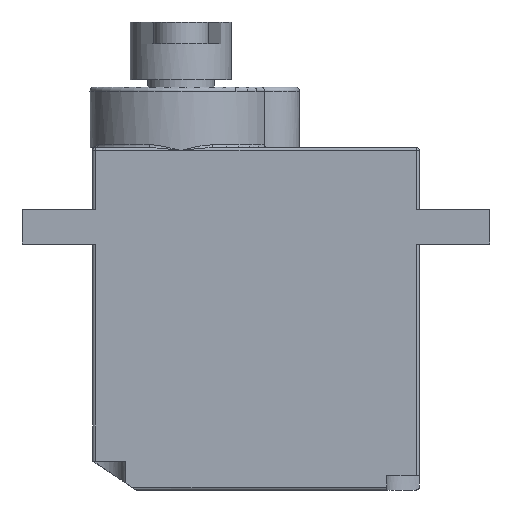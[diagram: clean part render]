
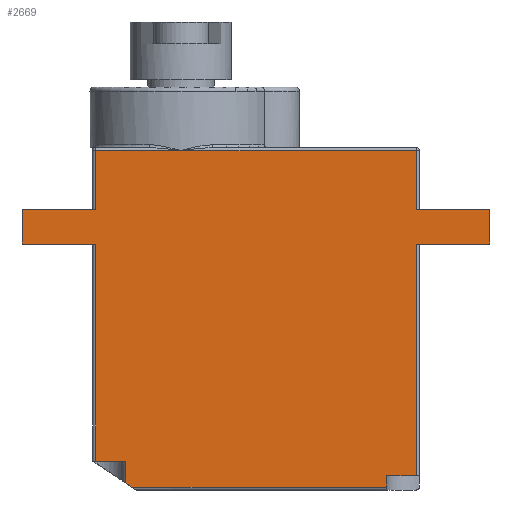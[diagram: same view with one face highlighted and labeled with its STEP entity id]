
A CAD part, front view. The second image highlights one B-rep face of the part: STEP entity #2669.
In plain terms, the highlighted planar face has unit normal (0, -1, 0).
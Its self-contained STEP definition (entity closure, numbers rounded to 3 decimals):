
#101=CIRCLE('',#2848,0.1);
#102=CIRCLE('',#2849,0.1);
#103=CIRCLE('',#2850,0.1);
#104=CIRCLE('',#2851,0.1);
#258=FACE_OUTER_BOUND('',#406,.T.);
#406=EDGE_LOOP('',(#1858,#1859,#1860,#1861,#1862,#1863,#1864,#1865,#1866,
#1867,#1868,#1869,#1870,#1871,#1872,#1873,#1874,#1875,#1876,#1877,#1878,
#1879));
#571=LINE('',#3871,#840);
#572=LINE('',#3875,#841);
#575=LINE('',#3885,#844);
#576=LINE('',#3888,#845);
#582=LINE('',#3945,#851);
#583=LINE('',#3962,#852);
#593=LINE('',#3979,#862);
#594=LINE('',#3982,#863);
#595=LINE('',#3984,#864);
#596=LINE('',#3988,#865);
#597=LINE('',#3992,#866);
#598=LINE('',#3994,#867);
#599=LINE('',#3996,#868);
#600=LINE('',#3998,#869);
#601=LINE('',#4000,#870);
#602=LINE('',#4002,#871);
#603=LINE('',#4006,#872);
#604=LINE('',#4009,#873);
#840=VECTOR('',#3105,10.);
#841=VECTOR('',#3110,10.);
#844=VECTOR('',#3119,10.);
#845=VECTOR('',#3122,10.);
#851=VECTOR('',#3144,10.);
#852=VECTOR('',#3151,10.);
#862=VECTOR('',#3171,10.);
#863=VECTOR('',#3174,10.);
#864=VECTOR('',#3175,10.);
#865=VECTOR('',#3178,10.);
#866=VECTOR('',#3181,10.);
#867=VECTOR('',#3182,10.);
#868=VECTOR('',#3183,10.);
#869=VECTOR('',#3184,10.);
#870=VECTOR('',#3185,10.);
#871=VECTOR('',#3186,10.);
#872=VECTOR('',#3189,10.);
#873=VECTOR('',#3192,10.);
#1106=VERTEX_POINT('',#3867);
#1107=VERTEX_POINT('',#3869);
#1108=VERTEX_POINT('',#3873);
#1112=VERTEX_POINT('',#3883);
#1113=VERTEX_POINT('',#3887);
#1125=VERTEX_POINT('',#3942);
#1126=VERTEX_POINT('',#3944);
#1128=VERTEX_POINT('',#3959);
#1132=VERTEX_POINT('',#3981);
#1133=VERTEX_POINT('',#3983);
#1134=VERTEX_POINT('',#3985);
#1135=VERTEX_POINT('',#3987);
#1136=VERTEX_POINT('',#3989);
#1137=VERTEX_POINT('',#3991);
#1138=VERTEX_POINT('',#3993);
#1139=VERTEX_POINT('',#3995);
#1140=VERTEX_POINT('',#3997);
#1141=VERTEX_POINT('',#3999);
#1142=VERTEX_POINT('',#4001);
#1143=VERTEX_POINT('',#4003);
#1144=VERTEX_POINT('',#4005);
#1145=VERTEX_POINT('',#4007);
#1377=EDGE_CURVE('',#1106,#1107,#571,.T.);
#1379=EDGE_CURVE('',#1107,#1108,#572,.T.);
#1384=EDGE_CURVE('',#1112,#1108,#575,.T.);
#1385=EDGE_CURVE('',#1106,#1113,#576,.T.);
#1399=EDGE_CURVE('',#1126,#1125,#582,.T.);
#1403=EDGE_CURVE('',#1125,#1128,#583,.T.);
#1413=EDGE_CURVE('',#1126,#1112,#593,.T.);
#1414=EDGE_CURVE('',#1132,#1128,#594,.T.);
#1415=EDGE_CURVE('',#1133,#1132,#595,.T.);
#1416=EDGE_CURVE('',#1134,#1133,#101,.T.);
#1417=EDGE_CURVE('',#1134,#1135,#596,.T.);
#1418=EDGE_CURVE('',#1136,#1135,#102,.T.);
#1419=EDGE_CURVE('',#1137,#1136,#597,.T.);
#1420=EDGE_CURVE('',#1138,#1137,#598,.T.);
#1421=EDGE_CURVE('',#1139,#1138,#599,.T.);
#1422=EDGE_CURVE('',#1140,#1139,#600,.T.);
#1423=EDGE_CURVE('',#1141,#1140,#601,.T.);
#1424=EDGE_CURVE('',#1142,#1141,#602,.T.);
#1425=EDGE_CURVE('',#1143,#1142,#103,.T.);
#1426=EDGE_CURVE('',#1144,#1143,#603,.T.);
#1427=EDGE_CURVE('',#1145,#1144,#104,.T.);
#1428=EDGE_CURVE('',#1113,#1145,#604,.T.);
#1858=ORIENTED_EDGE('',*,*,#1379,.T.);
#1859=ORIENTED_EDGE('',*,*,#1384,.F.);
#1860=ORIENTED_EDGE('',*,*,#1413,.F.);
#1861=ORIENTED_EDGE('',*,*,#1399,.T.);
#1862=ORIENTED_EDGE('',*,*,#1403,.T.);
#1863=ORIENTED_EDGE('',*,*,#1414,.F.);
#1864=ORIENTED_EDGE('',*,*,#1415,.F.);
#1865=ORIENTED_EDGE('',*,*,#1416,.F.);
#1866=ORIENTED_EDGE('',*,*,#1417,.T.);
#1867=ORIENTED_EDGE('',*,*,#1418,.F.);
#1868=ORIENTED_EDGE('',*,*,#1419,.F.);
#1869=ORIENTED_EDGE('',*,*,#1420,.F.);
#1870=ORIENTED_EDGE('',*,*,#1421,.F.);
#1871=ORIENTED_EDGE('',*,*,#1422,.F.);
#1872=ORIENTED_EDGE('',*,*,#1423,.F.);
#1873=ORIENTED_EDGE('',*,*,#1424,.F.);
#1874=ORIENTED_EDGE('',*,*,#1425,.F.);
#1875=ORIENTED_EDGE('',*,*,#1426,.F.);
#1876=ORIENTED_EDGE('',*,*,#1427,.F.);
#1877=ORIENTED_EDGE('',*,*,#1428,.F.);
#1878=ORIENTED_EDGE('',*,*,#1385,.F.);
#1879=ORIENTED_EDGE('',*,*,#1377,.T.);
#2576=PLANE('',#2847);
#2669=ADVANCED_FACE('',(#258),#2576,.T.);
#2847=AXIS2_PLACEMENT_3D('',#3980,#3172,#3173);
#2848=AXIS2_PLACEMENT_3D('',#3986,#3176,#3177);
#2849=AXIS2_PLACEMENT_3D('',#3990,#3179,#3180);
#2850=AXIS2_PLACEMENT_3D('',#4004,#3187,#3188);
#2851=AXIS2_PLACEMENT_3D('',#4008,#3190,#3191);
#3105=DIRECTION('',(1.,0.,0.));
#3110=DIRECTION('',(0.,0.,-1.));
#3119=DIRECTION('',(-0.832,0.,0.555));
#3122=DIRECTION('',(0.,0.,1.));
#3144=DIRECTION('',(0.,0.,1.));
#3151=DIRECTION('',(1.,0.,0.));
#3171=DIRECTION('',(-1.,0.,0.));
#3172=DIRECTION('center_axis',(0.,-1.,0.));
#3173=DIRECTION('ref_axis',(1.,0.,0.));
#3174=DIRECTION('',(0.,0.,-1.));
#3175=DIRECTION('',(-1.,0.,0.));
#3176=DIRECTION('center_axis',(0.,1.,0.));
#3177=DIRECTION('ref_axis',(0.707,0.,-0.707));
#3178=DIRECTION('',(0.,0.,1.));
#3179=DIRECTION('center_axis',(0.,1.,0.));
#3180=DIRECTION('ref_axis',(0.707,0.,0.707));
#3181=DIRECTION('',(1.,0.,0.));
#3182=DIRECTION('',(0.,0.,-1.));
#3183=DIRECTION('',(1.,0.,0.));
#3184=DIRECTION('',(1.,0.,0.));
#3185=DIRECTION('',(0.,0.,1.));
#3186=DIRECTION('',(1.,0.,0.));
#3187=DIRECTION('center_axis',(0.,1.,0.));
#3188=DIRECTION('ref_axis',(-0.707,0.,0.707));
#3189=DIRECTION('',(0.,0.,1.));
#3190=DIRECTION('center_axis',(0.,1.,0.));
#3191=DIRECTION('ref_axis',(-0.707,0.,-0.707));
#3192=DIRECTION('',(-1.,0.,0.));
#3867=CARTESIAN_POINT('',(-5.9,-6.3,-30.4));
#3869=CARTESIAN_POINT('',(-3.85,-6.3,-30.4));
#3871=CARTESIAN_POINT('',(-5.537,-6.3,-30.4));
#3873=CARTESIAN_POINT('',(-3.85,-6.3,-31.9));
#3875=CARTESIAN_POINT('',(-3.85,-6.3,-32.4));
#3883=CARTESIAN_POINT('',(-3.4,-6.3,-32.2));
#3885=CARTESIAN_POINT('',(-4.888,-6.3,-31.208));
#3887=CARTESIAN_POINT('',(-5.9,-6.3,-15.4));
#3888=CARTESIAN_POINT('',(-5.9,-6.3,-32.4));
#3942=CARTESIAN_POINT('',(14.25,-6.3,-31.4));
#3944=CARTESIAN_POINT('',(14.25,-6.3,-32.2));
#3945=CARTESIAN_POINT('',(14.25,-6.3,-32.4));
#3959=CARTESIAN_POINT('',(16.3,-6.3,-31.4));
#3962=CARTESIAN_POINT('',(4.638,-6.3,-31.4));
#3979=CARTESIAN_POINT('',(-0.45,-6.3,-32.2));
#3980=CARTESIAN_POINT('Origin',(-6.1,-6.3,-32.4));
#3981=CARTESIAN_POINT('',(16.3,-6.3,-15.4));
#3982=CARTESIAN_POINT('',(16.3,-6.3,-32.4));
#3983=CARTESIAN_POINT('',(21.3,-6.3,-15.4));
#3984=CARTESIAN_POINT('',(21.4,-6.3,-15.4));
#3985=CARTESIAN_POINT('',(21.4,-6.3,-15.3));
#3986=CARTESIAN_POINT('Origin',(21.3,-6.3,-15.3));
#3987=CARTESIAN_POINT('',(21.4,-6.3,-13.1));
#3988=CARTESIAN_POINT('',(21.4,-6.3,-15.4));
#3989=CARTESIAN_POINT('',(21.3,-6.3,-13.));
#3990=CARTESIAN_POINT('Origin',(21.3,-6.3,-13.1));
#3991=CARTESIAN_POINT('',(16.3,-6.3,-13.));
#3992=CARTESIAN_POINT('',(21.4,-6.3,-13.));
#3993=CARTESIAN_POINT('',(16.3,-6.3,-8.9));
#3994=CARTESIAN_POINT('',(16.3,-6.3,-32.4));
#3995=CARTESIAN_POINT('',(0.,-6.3,-8.9));
#3996=CARTESIAN_POINT('',(-0.45,-6.3,-8.9));
#3997=CARTESIAN_POINT('',(-5.9,-6.3,-8.9));
#3998=CARTESIAN_POINT('',(-0.45,-6.3,-8.9));
#3999=CARTESIAN_POINT('',(-5.9,-6.3,-13.));
#4000=CARTESIAN_POINT('',(-5.9,-6.3,-32.4));
#4001=CARTESIAN_POINT('',(-10.9,-6.3,-13.));
#4002=CARTESIAN_POINT('',(21.4,-6.3,-13.));
#4003=CARTESIAN_POINT('',(-11.,-6.3,-13.1));
#4004=CARTESIAN_POINT('Origin',(-10.9,-6.3,-13.1));
#4005=CARTESIAN_POINT('',(-11.,-6.3,-15.3));
#4006=CARTESIAN_POINT('',(-11.,-6.3,-15.4));
#4007=CARTESIAN_POINT('',(-10.9,-6.3,-15.4));
#4008=CARTESIAN_POINT('Origin',(-10.9,-6.3,-15.3));
#4009=CARTESIAN_POINT('',(21.4,-6.3,-15.4));
